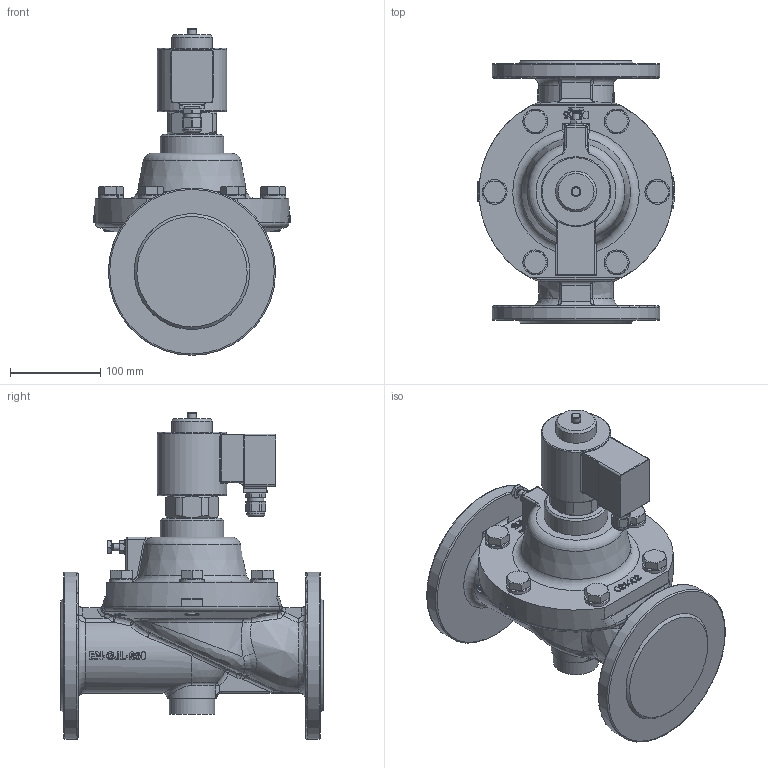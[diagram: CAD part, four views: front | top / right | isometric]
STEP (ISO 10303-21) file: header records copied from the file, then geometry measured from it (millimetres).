
FILE_DESCRIPTION(/* description */ ('3D-Modell'),/* implementation_level */ '2;1');
FILE_NAME(/* name */ '024.002166_D2407-0401-.242.stp',/* time_stamp */ '2020-04-14T08:06:56+02:00',/* author */ ('LBirkmann'),/* organization */ (''),/* preprocessor_version */ 'ST-DEVELOPER v16.1',/* originating_system */ 'Autodesk Inventor 2016',/* authorisation */ '');
FILE_SCHEMA (('AUTOMOTIVE_DESIGN { 1 0 10303 214 3 1 1 }'));
Products named in the file (1): 88-002434
Bounding box: 218 x 290 x 361.2 mm (x, y, z)
Volume: 5143009.1 mm3; surface area: 328924.7 mm2
Topology: 1 solids, 1 shells, 978 faces, 2467 edges, 1553 vertices
Faces by surface type: plane 362, bspline 315, cylinder 171, cone 86, torus 36, sphere 8
Full cylindrical faces by diameter (mm): 6.4 x1, 8 x1, 10 x1, 11 x1, 16 x7, 18 x1, 20 x1, 22.49 x6, 45 x1, 50 x1, 55 x1, 70 x1, 77 x1, 185 x2
Entity records: 71489 total; most frequent: CARTESIAN_POINT 50933, ORIENTED_EDGE 4770, DIRECTION 3319, EDGE_CURVE 2385, VERTEX_POINT 1530, AXIS2_PLACEMENT_3D 1214, EDGE_LOOP 1111, FACE_OUTER_BOUND 978
